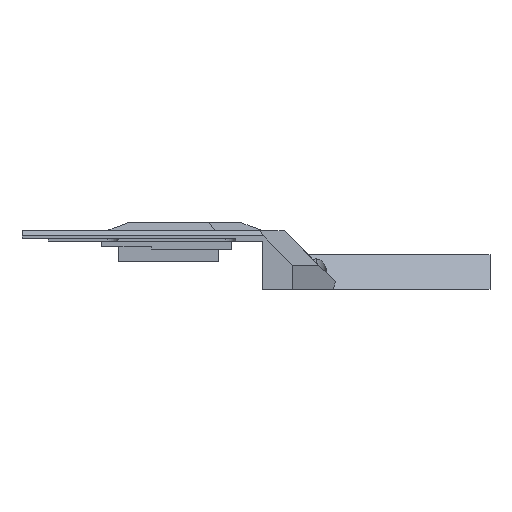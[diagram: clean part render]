
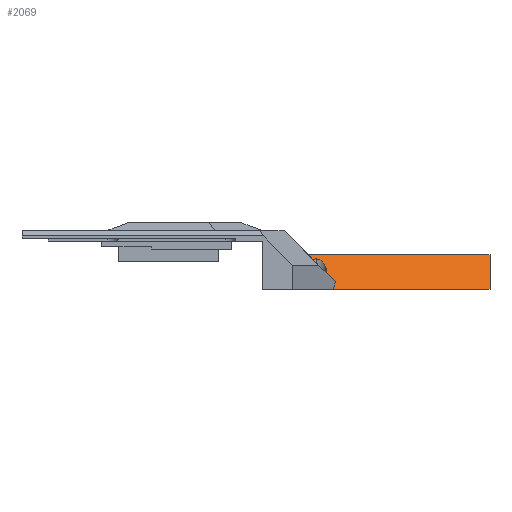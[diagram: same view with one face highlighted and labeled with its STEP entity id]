
A CAD part, left-side view. The second image highlights one B-rep face of the part: STEP entity #2069.
In plain terms, the highlighted planar face has unit normal (-0.819, 0, 0.574).
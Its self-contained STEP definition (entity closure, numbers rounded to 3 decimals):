
#185 = ORIENTED_EDGE ( 'NONE', *, *, #942, .F. ) ;
#341 = LINE ( 'NONE', #1100, #2012 ) ;
#511 = CARTESIAN_POINT ( 'NONE',  ( -58.103, 67.87, 0. ) ) ;
#544 = DIRECTION ( 'NONE',  ( -0.819, 0., 0.574 ) ) ;
#637 =( BOUNDED_CURVE ( )  B_SPLINE_CURVE ( 3, ( #3102, #2439, #5158, #7870 ),
 .UNSPECIFIED., .F., .T. ) 
 B_SPLINE_CURVE_WITH_KNOTS ( ( 4, 4 ),
 ( 0., 0.298 ),
 .UNSPECIFIED. ) 
 CURVE ( )  GEOMETRIC_REPRESENTATION_ITEM ( )  RATIONAL_B_SPLINE_CURVE ( ( 1., 0.993, 0.993, 1. ) ) 
 REPRESENTATION_ITEM ( '' )  );
#804 = CARTESIAN_POINT ( 'NONE',  ( -45.147, 73.503, 18.503 ) ) ;
#831 = CARTESIAN_POINT ( 'NONE',  ( -51.652, 61.12, 9.213 ) ) ;
#877 = VERTEX_POINT ( 'NONE', #7201 ) ;
#942 = EDGE_CURVE ( 'NONE', #5760, #3464, #637, .T. ) ;
#1100 = CARTESIAN_POINT ( 'NONE',  ( -55.814, 57.748, 3.269 ) ) ;
#1111 = DIRECTION ( 'NONE',  ( 0., -1., 0. ) ) ;
#1150 = LINE ( 'NONE', #3249, #6601 ) ;
#1225 = CARTESIAN_POINT ( 'NONE',  ( -54.602, 93.627, 5. ) ) ;
#1240 = DIRECTION ( 'NONE',  ( -0.444, -0.634, -0.634 ) ) ;
#1248 = VECTOR ( 'NONE', #7949, 1000. ) ;
#1621 = VECTOR ( 'NONE', #3240, 1000. ) ;
#1695 = EDGE_CURVE ( 'NONE', #7203, #3892, #2463, .T. ) ;
#1901 = PLANE ( 'NONE',  #7672 ) ;
#1972 =( BOUNDED_CURVE ( )  B_SPLINE_CURVE ( 3, ( #5436, #831, #2764, #8195 ),
 .UNSPECIFIED., .F., .T. ) 
 B_SPLINE_CURVE_WITH_KNOTS ( ( 4, 4 ),
 ( 4.764, 6.283 ),
 .UNSPECIFIED. ) 
 CURVE ( )  GEOMETRIC_REPRESENTATION_ITEM ( )  RATIONAL_B_SPLINE_CURVE ( ( 1., 0.817, 0.817, 1. ) ) 
 REPRESENTATION_ITEM ( '' )  );
#1980 = ORIENTED_EDGE ( 'NONE', *, *, #6827, .T. ) ;
#2012 = VECTOR ( 'NONE', #5742, 1000. ) ;
#2046 = VERTEX_POINT ( 'NONE', #7202 ) ;
#2069 = ADVANCED_FACE ( 'NONE', ( #5286 ), #1901, .T. ) ;
#2431 = VECTOR ( 'NONE', #1111, 1000. ) ;
#2439 = CARTESIAN_POINT ( 'NONE',  ( -50.103, 65.399, 11.425 ) ) ;
#2450 = LINE ( 'NONE', #511, #1621 ) ;
#2463 = LINE ( 'NONE', #8553, #2431 ) ;
#2480 = CARTESIAN_POINT ( 'NONE',  ( -50.279, 66.174, 11.174 ) ) ;
#2764 = CARTESIAN_POINT ( 'NONE',  ( -50.103, 62.751, 11.425 ) ) ;
#2954 = EDGE_LOOP ( 'NONE', ( #8520, #8108, #3580, #6855, #7287, #8794, #1980, #185 ) ) ;
#3066 = EDGE_CURVE ( 'NONE', #3499, #877, #341, .T. ) ;
#3102 = CARTESIAN_POINT ( 'NONE',  ( -50.103, 65., 11.425 ) ) ;
#3240 = DIRECTION ( 'NONE',  ( 0., -1., 0. ) ) ;
#3249 = CARTESIAN_POINT ( 'NONE',  ( -45.147, 73.503, 18.503 ) ) ;
#3275 = DIRECTION ( 'NONE',  ( -0.574, 0., -0.819 ) ) ;
#3464 = VERTEX_POINT ( 'NONE', #2480 ) ;
#3499 = VERTEX_POINT ( 'NONE', #7557 ) ;
#3580 = ORIENTED_EDGE ( 'NONE', *, *, #3066, .F. ) ;
#3691 = VERTEX_POINT ( 'NONE', #7747 ) ;
#3892 = VERTEX_POINT ( 'NONE', #4444 ) ;
#4326 = EDGE_CURVE ( 'NONE', #2046, #5760, #1972, .T. ) ;
#4444 = CARTESIAN_POINT ( 'NONE',  ( -49., 0., 13. ) ) ;
#4498 = EDGE_CURVE ( 'NONE', #2046, #877, #1150, .T. ) ;
#4854 = EDGE_CURVE ( 'NONE', #3499, #3691, #2450, .T. ) ;
#5108 = LINE ( 'NONE', #5238, #1248 ) ;
#5158 = CARTESIAN_POINT ( 'NONE',  ( -50.162, 65.793, 11.341 ) ) ;
#5238 = CARTESIAN_POINT ( 'NONE',  ( -54.602, 0., 5. ) ) ;
#5286 = FACE_OUTER_BOUND ( 'NONE', #2954, .T. ) ;
#5436 = CARTESIAN_POINT ( 'NONE',  ( -53.898, 61.005, 6.005 ) ) ;
#5546 = LINE ( 'NONE', #804, #8462 ) ;
#5742 = DIRECTION ( 'NONE',  ( 0.561, -0.204, 0.802 ) ) ;
#5760 = VERTEX_POINT ( 'NONE', #7432 ) ;
#6601 = VECTOR ( 'NONE', #1240, 1000. ) ;
#6827 = EDGE_CURVE ( 'NONE', #7203, #3464, #5546, .T. ) ;
#6855 = ORIENTED_EDGE ( 'NONE', *, *, #4854, .T. ) ;
#7201 = CARTESIAN_POINT ( 'NONE',  ( -56.104, 57.854, 2.854 ) ) ;
#7202 = CARTESIAN_POINT ( 'NONE',  ( -53.898, 61.005, 6.005 ) ) ;
#7203 = VERTEX_POINT ( 'NONE', #8025 ) ;
#7287 = ORIENTED_EDGE ( 'NONE', *, *, #8712, .T. ) ;
#7432 = CARTESIAN_POINT ( 'NONE',  ( -50.103, 65., 11.425 ) ) ;
#7557 = CARTESIAN_POINT ( 'NONE',  ( -58.103, 58.581, 0. ) ) ;
#7672 = AXIS2_PLACEMENT_3D ( 'NONE', #1225, #544, #3275 ) ;
#7747 = CARTESIAN_POINT ( 'NONE',  ( -58.103, 0., 0. ) ) ;
#7870 = CARTESIAN_POINT ( 'NONE',  ( -50.279, 66.174, 11.174 ) ) ;
#7949 = DIRECTION ( 'NONE',  ( 0.574, 0., 0.819 ) ) ;
#8025 = CARTESIAN_POINT ( 'NONE',  ( -49., 68., 13. ) ) ;
#8108 = ORIENTED_EDGE ( 'NONE', *, *, #4498, .T. ) ;
#8195 = CARTESIAN_POINT ( 'NONE',  ( -50.103, 65., 11.425 ) ) ;
#8260 = DIRECTION ( 'NONE',  ( -0.444, -0.634, -0.634 ) ) ;
#8462 = VECTOR ( 'NONE', #8260, 1000. ) ;
#8520 = ORIENTED_EDGE ( 'NONE', *, *, #4326, .F. ) ;
#8553 = CARTESIAN_POINT ( 'NONE',  ( -49., 93.627, 13. ) ) ;
#8712 = EDGE_CURVE ( 'NONE', #3691, #3892, #5108, .T. ) ;
#8794 = ORIENTED_EDGE ( 'NONE', *, *, #1695, .F. ) ;
